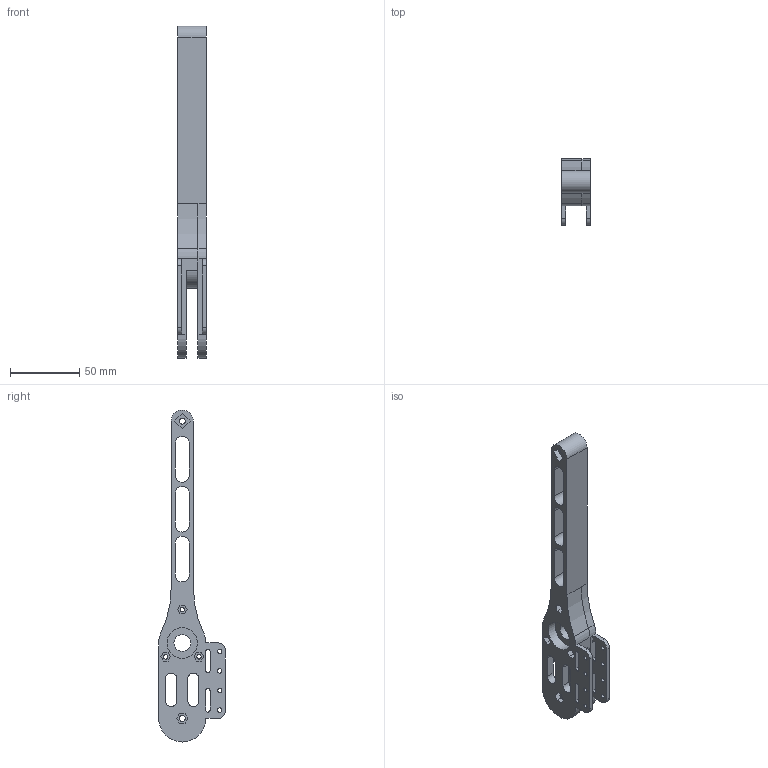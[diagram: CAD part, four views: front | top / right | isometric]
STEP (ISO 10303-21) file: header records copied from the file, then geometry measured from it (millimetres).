
FILE_DESCRIPTION(/* description */ (''),/* implementation_level */ '2;1');
FILE_NAME(/* name */ 'Arm - forearm v2 v1.step',/* time_stamp */ '2022-05-20T10:59:59-04:00',/* author */ (''),/* organization */ (''),/* preprocessor_version */ 'ST-DEVELOPER v18.1',/* originating_system */ 'Autodesk Translation Framework v10.14.0.1471',/* authorisation */ '');
FILE_SCHEMA (('AUTOMOTIVE_DESIGN { 1 0 10303 214 3 1 1 }'));
Length unit declared in the file: millimetre
Products named in the file (1): Arm - forearm v2
Bounding box: 20.6 x 48 x 239.4 mm (x, y, z)
Volume: 65739.6 mm3; surface area: 34561.3 mm2
Topology: 2 solids, 2 shells, 149 faces, 405 edges, 268 vertices
Faces by surface type: plane 84, cylinder 65
Full cylindrical faces by diameter (mm): 3.2 x14, 4.3 x3, 6 x3, 7.1 x1, 12 x1, 22 x3
Entity records: 4873 total; most frequent: DIRECTION 835, CARTESIAN_POINT 823, ORIENTED_EDGE 810, EDGE_CURVE 405, AXIS2_PLACEMENT_3D 280, LINE 275, VECTOR 275, VERTEX_POINT 268
